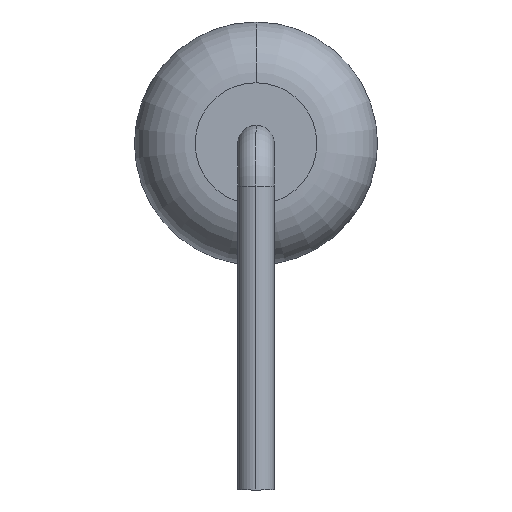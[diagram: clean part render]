
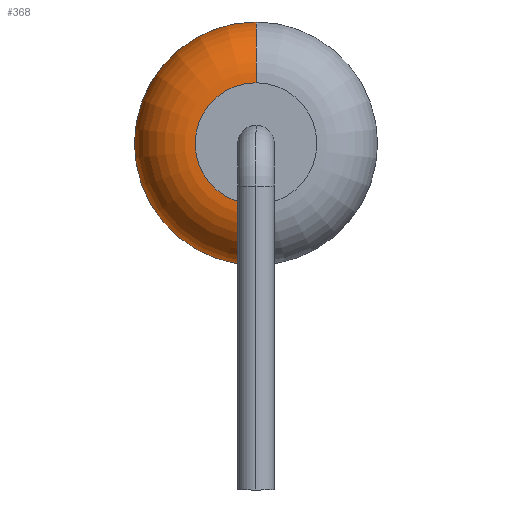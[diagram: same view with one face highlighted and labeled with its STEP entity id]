
A CAD part, left-side view. The second image highlights one B-rep face of the part: STEP entity #368.
In plain terms, the highlighted toroidal (fillet/blend) face has major radius 0.5 mm and minor radius 0.5 mm.
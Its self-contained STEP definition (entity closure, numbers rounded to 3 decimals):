
#18 = VERTEX_POINT ( 'NONE', #1026 ) ;
#24 = VERTEX_POINT ( 'NONE', #1023 ) ;
#50 = VERTEX_POINT ( 'NONE', #1013 ) ;
#52 = VERTEX_POINT ( 'NONE', #998 ) ;
#109 = EDGE_LOOP ( 'NONE', ( #844, #846, #845, #847 ) ) ;
#192 = FACE_OUTER_BOUND ( 'NONE', #109, .T. ) ;
#268 = EDGE_CURVE ( 'NONE', #50, #52, #907, .T. ) ;
#337 = EDGE_CURVE ( 'NONE', #24, #18, #1129, .T. ) ;
#342 = EDGE_CURVE ( 'NONE', #24, #50, #1133, .T. ) ;
#368 = ADVANCED_FACE ( 'NONE', ( #192 ), #1149, .T. ) ;
#392 = EDGE_CURVE ( 'NONE', #18, #52, #1136, .T. ) ;
#453 = DIRECTION ( 'NONE',  ( 0., 0., 1. ) ) ;
#462 = CARTESIAN_POINT ( 'NONE',  ( -2.5, 0., -0.5 ) ) ;
#468 = DIRECTION ( 'NONE',  ( 0., 1., 0. ) ) ;
#553 = DIRECTION ( 'NONE',  ( -1., 0., 0. ) ) ;
#555 = DIRECTION ( 'NONE',  ( 0., 0., 1. ) ) ;
#562 = CARTESIAN_POINT ( 'NONE',  ( -2.5, 0., 0. ) ) ;
#692 = DIRECTION ( 'NONE',  ( 0., 0., 1. ) ) ;
#693 = DIRECTION ( 'NONE',  ( 0., 0., -1. ) ) ;
#694 = DIRECTION ( 'NONE',  ( 0., -1., 0. ) ) ;
#695 = CARTESIAN_POINT ( 'NONE',  ( -2.5, 0., 0.5 ) ) ;
#700 = DIRECTION ( 'NONE',  ( -1., 0., 0. ) ) ;
#702 = CARTESIAN_POINT ( 'NONE',  ( -2.5, 0., 0. ) ) ;
#844 = ORIENTED_EDGE ( 'NONE', *, *, #337, .T. ) ;
#845 = ORIENTED_EDGE ( 'NONE', *, *, #268, .F. ) ;
#846 = ORIENTED_EDGE ( 'NONE', *, *, #392, .T. ) ;
#847 = ORIENTED_EDGE ( 'NONE', *, *, #342, .F. ) ;
#907 = CIRCLE ( 'NONE', #926, 0.5 ) ;
#926 = AXIS2_PLACEMENT_3D ( 'NONE', #984, #986, #997 ) ;
#984 = CARTESIAN_POINT ( 'NONE',  ( -3., 0., 0. ) ) ;
#986 = DIRECTION ( 'NONE',  ( -1., 0., 0. ) ) ;
#997 = DIRECTION ( 'NONE',  ( 0., 0., 1. ) ) ;
#998 = CARTESIAN_POINT ( 'NONE',  ( -3., 0., -0.5 ) ) ;
#1013 = CARTESIAN_POINT ( 'NONE',  ( -3., 0., 0.5 ) ) ;
#1023 = CARTESIAN_POINT ( 'NONE',  ( -2.5, 0., 1. ) ) ;
#1026 = CARTESIAN_POINT ( 'NONE',  ( -2.5, 0., -1. ) ) ;
#1069 = AXIS2_PLACEMENT_3D ( 'NONE', #562, #553, #555 ) ;
#1124 = AXIS2_PLACEMENT_3D ( 'NONE', #695, #694, #693 ) ;
#1128 = AXIS2_PLACEMENT_3D ( 'NONE', #702, #700, #692 ) ;
#1129 = CIRCLE ( 'NONE', #1128, 1. ) ;
#1133 = CIRCLE ( 'NONE', #1124, 0.5 ) ;
#1136 = CIRCLE ( 'NONE', #1183, 0.5 ) ;
#1149 = TOROIDAL_SURFACE ( 'NONE', #1069, 0.5, 0.5 ) ;
#1183 = AXIS2_PLACEMENT_3D ( 'NONE', #462, #468, #453 ) ;
